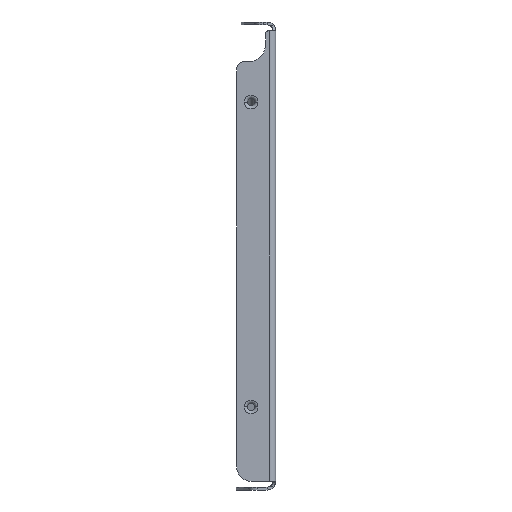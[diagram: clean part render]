
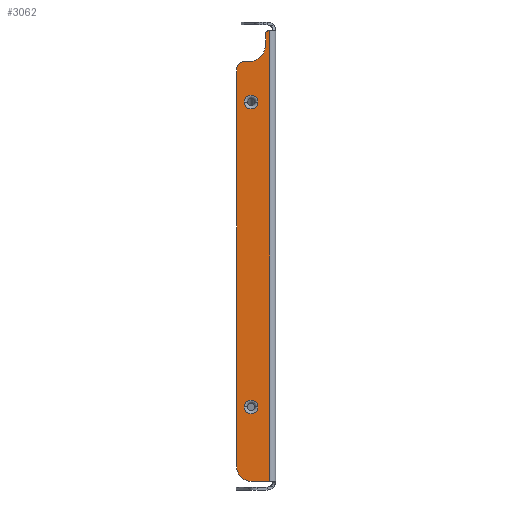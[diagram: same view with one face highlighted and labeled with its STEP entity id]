
A CAD part, left-side view. The second image highlights one B-rep face of the part: STEP entity #3062.
In plain terms, the highlighted planar face has unit normal (-1, 0.018, 0).
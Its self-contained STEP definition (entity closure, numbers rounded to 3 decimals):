
#1001=DIRECTION('',(0.,0.,-1.));
#1002=VECTOR('',#1001,312.);
#1003=CARTESIAN_POINT('',(-99.499,4.07,155.));
#1004=LINE('',#1003,#1002);
#1013=CARTESIAN_POINT('',(-99.274,16.997,105.5));
#1014=DIRECTION('',(-1.,0.017,0.));
#1015=DIRECTION('',(-0.017,-1.,0.));
#1016=AXIS2_PLACEMENT_3D('',#1013,#1014,#1015);
#1018=CARTESIAN_POINT('',(-99.274,16.997,105.5));
#1019=DIRECTION('',(-1.,0.017,0.));
#1020=DIRECTION('',(0.017,1.,0.));
#1021=AXIS2_PLACEMENT_3D('',#1018,#1019,#1020);
#1023=CARTESIAN_POINT('',(-99.274,16.997,-105.5));
#1024=DIRECTION('',(-1.,0.017,0.));
#1025=DIRECTION('',(-0.017,-1.,0.));
#1026=AXIS2_PLACEMENT_3D('',#1023,#1024,#1025);
#1028=CARTESIAN_POINT('',(-99.274,16.997,-105.5));
#1029=DIRECTION('',(-1.,0.017,0.));
#1030=DIRECTION('',(0.017,1.,0.));
#1031=AXIS2_PLACEMENT_3D('',#1028,#1029,#1030);
#1033=CARTESIAN_POINT('',(-99.483,4.999,153.));
#1034=DIRECTION('',(-1.,0.017,0.));
#1035=DIRECTION('',(0.,0.,1.));
#1036=AXIS2_PLACEMENT_3D('',#1033,#1034,#1035);
#1038=DIRECTION('',(0.017,1.,0.));
#1039=VECTOR('',#1038,0.93);
#1040=CARTESIAN_POINT('',(-99.499,4.07,155.));
#1041=LINE('',#1040,#1039);
#1042=CARTESIAN_POINT('',(-99.274,16.997,-147.));
#1043=DIRECTION('',(-1.,0.017,0.));
#1044=DIRECTION('',(0.017,1.,0.));
#1045=AXIS2_PLACEMENT_3D('',#1042,#1043,#1044);
#1047=DIRECTION('',(0.,0.,-1.));
#1048=VECTOR('',#1047,31.5);
#1049=CARTESIAN_POINT('',(-99.099,26.996,-115.5));
#1050=LINE('',#1049,#1048);
#1051=DIRECTION('',(0.,0.,1.));
#1052=VECTOR('',#1051,231.);
#1053=CARTESIAN_POINT('',(-99.099,26.996,-115.5));
#1054=LINE('',#1053,#1052);
#1055=DIRECTION('',(0.,0.,-1.));
#1056=VECTOR('',#1055,13.);
#1057=CARTESIAN_POINT('',(-99.099,26.996,128.5));
#1058=LINE('',#1057,#1056);
#1059=CARTESIAN_POINT('',(-99.186,21.997,128.5));
#1060=DIRECTION('',(-1.,0.017,0.));
#1061=DIRECTION('',(0.,0.,1.));
#1062=AXIS2_PLACEMENT_3D('',#1059,#1060,#1061);
#1064=DIRECTION('',(0.,0.,1.));
#1065=VECTOR('',#1064,7.5);
#1066=CARTESIAN_POINT('',(-99.448,6.999,145.5));
#1067=LINE('',#1066,#1065);
#1303=CARTESIAN_POINT('',(-99.239,18.997,145.5));
#1304=DIRECTION('',(1.,-0.017,0.));
#1305=DIRECTION('',(-0.017,-1.,0.));
#1306=AXIS2_PLACEMENT_3D('',#1303,#1304,#1305);
#1325=DIRECTION('',(0.017,1.,0.));
#1326=VECTOR('',#1325,3.);
#1327=CARTESIAN_POINT('',(-99.239,18.997,133.5));
#1328=LINE('',#1327,#1326);
#1349=DIRECTION('',(-0.017,-1.,0.));
#1350=VECTOR('',#1349,12.93);
#1351=CARTESIAN_POINT('',(-99.274,16.997,-157.));
#1352=LINE('',#1351,#1350);
#2074=CARTESIAN_POINT('',(-99.099,26.996,-115.5));
#2075=CARTESIAN_POINT('',(-99.099,26.996,115.5));
#2076=VERTEX_POINT('',#2074);
#2077=VERTEX_POINT('',#2075);
#2090=CARTESIAN_POINT('',(-99.356,12.298,105.5));
#2091=CARTESIAN_POINT('',(-99.192,21.697,105.5));
#2092=VERTEX_POINT('',#2090);
#2093=VERTEX_POINT('',#2091);
#2114=CARTESIAN_POINT('',(-99.356,12.298,-105.5));
#2115=CARTESIAN_POINT('',(-99.192,21.697,-105.5));
#2116=VERTEX_POINT('',#2114);
#2117=VERTEX_POINT('',#2115);
#2142=CARTESIAN_POINT('',(-99.499,4.07,-157.));
#2144=VERTEX_POINT('',#2142);
#2198=CARTESIAN_POINT('',(-99.499,4.07,155.));
#2199=VERTEX_POINT('',#2198);
#2210=CARTESIAN_POINT('',(-99.448,6.999,145.5));
#2212=VERTEX_POINT('',#2210);
#2214=CARTESIAN_POINT('',(-99.239,18.997,133.5));
#2216=VERTEX_POINT('',#2214);
#2226=CARTESIAN_POINT('',(-99.186,21.997,133.5));
#2227=CARTESIAN_POINT('',(-99.099,26.996,128.5));
#2228=VERTEX_POINT('',#2226);
#2229=VERTEX_POINT('',#2227);
#2250=CARTESIAN_POINT('',(-99.099,26.996,-147.));
#2251=CARTESIAN_POINT('',(-99.274,16.997,-157.));
#2252=VERTEX_POINT('',#2250);
#2253=VERTEX_POINT('',#2251);
#2258=CARTESIAN_POINT('',(-99.483,4.999,155.));
#2259=CARTESIAN_POINT('',(-99.448,6.999,153.));
#2260=VERTEX_POINT('',#2258);
#2261=VERTEX_POINT('',#2259);
#3022=CARTESIAN_POINT('',(-99.57,0.,97.613));
#3023=DIRECTION('',(1.,-0.017,0.));
#3024=DIRECTION('',(0.,0.,-1.));
#3025=AXIS2_PLACEMENT_3D('',#3022,#3023,#3024);
#3026=PLANE('',#3025);
#3027=ORIENTED_EDGE('',*,*,#3012,.F.);
#3028=ORIENTED_EDGE('',*,*,#3002,.F.);
#3029=ORIENTED_EDGE('',*,*,#2972,.T.);
#3031=ORIENTED_EDGE('',*,*,#3030,.F.);
#3033=ORIENTED_EDGE('',*,*,#3032,.F.);
#3035=ORIENTED_EDGE('',*,*,#3034,.F.);
#3037=ORIENTED_EDGE('',*,*,#3036,.T.);
#3039=ORIENTED_EDGE('',*,*,#3038,.F.);
#3041=ORIENTED_EDGE('',*,*,#3040,.F.);
#3043=ORIENTED_EDGE('',*,*,#3042,.F.);
#3045=ORIENTED_EDGE('',*,*,#3044,.F.);
#3047=ORIENTED_EDGE('',*,*,#3046,.T.);
#3048=EDGE_LOOP('',(#3027,#3028,#3029,#3031,#3033,#3035,#3037,#3039,#3041,#3043,
#3045,#3047));
#3049=FACE_OUTER_BOUND('',#3048,.F.);
#3051=ORIENTED_EDGE('',*,*,#3050,.T.);
#3053=ORIENTED_EDGE('',*,*,#3052,.T.);
#3054=EDGE_LOOP('',(#3051,#3053));
#3055=FACE_BOUND('',#3054,.F.);
#3057=ORIENTED_EDGE('',*,*,#3056,.T.);
#3059=ORIENTED_EDGE('',*,*,#3058,.T.);
#3060=EDGE_LOOP('',(#3057,#3059));
#3061=FACE_BOUND('',#3060,.F.);
#3062=ADVANCED_FACE('',(#3049,#3055,#3061),#3026,.F.);
#1017=CIRCLE('',#1016,4.7);
#1022=CIRCLE('',#1021,4.7);
#1027=CIRCLE('',#1026,4.7);
#1032=CIRCLE('',#1031,4.7);
#1037=CIRCLE('',#1036,2.);
#1046=CIRCLE('',#1045,10.);
#1063=CIRCLE('',#1062,5.);
#1307=CIRCLE('',#1306,12.);
#2972=EDGE_CURVE('',#2199,#2144,#1004,.T.);
#3002=EDGE_CURVE('',#2199,#2260,#1041,.T.);
#3012=EDGE_CURVE('',#2260,#2261,#1037,.T.);
#3030=EDGE_CURVE('',#2253,#2144,#1352,.T.);
#3032=EDGE_CURVE('',#2252,#2253,#1046,.T.);
#3034=EDGE_CURVE('',#2076,#2252,#1050,.T.);
#3036=EDGE_CURVE('',#2076,#2077,#1054,.T.);
#3038=EDGE_CURVE('',#2229,#2077,#1058,.T.);
#3040=EDGE_CURVE('',#2228,#2229,#1063,.T.);
#3042=EDGE_CURVE('',#2216,#2228,#1328,.T.);
#3044=EDGE_CURVE('',#2212,#2216,#1307,.T.);
#3046=EDGE_CURVE('',#2212,#2261,#1067,.T.);
#3050=EDGE_CURVE('',#2116,#2117,#1027,.T.);
#3052=EDGE_CURVE('',#2117,#2116,#1032,.T.);
#3056=EDGE_CURVE('',#2092,#2093,#1017,.T.);
#3058=EDGE_CURVE('',#2093,#2092,#1022,.T.);
